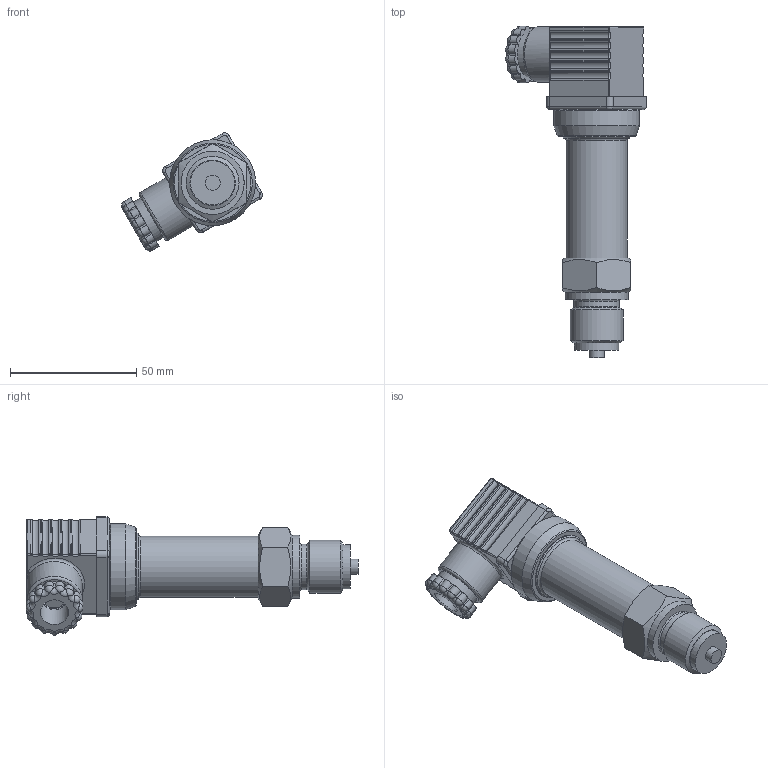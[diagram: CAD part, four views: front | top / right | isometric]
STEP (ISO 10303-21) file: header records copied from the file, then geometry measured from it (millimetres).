
FILE_DESCRIPTION(/* description */ (''),/* implementation_level */ '2;1');
FILE_NAME(/* name */ 'DMU02_32801-32823.stp',/* time_stamp */ '2018-02-07T15:00:56+01:00',/* author */ ('acgl'),/* organization */ (''),/* preprocessor_version */ 'ST-DEVELOPER v15.6',/* originating_system */ 'Autodesk Inventor 2015',/* authorisation */ '');
FILE_SCHEMA (('AUTOMOTIVE_DESIGN { 1 0 10303 214 3 1 1 }'));
Length unit declared in the file: centimetre
Products named in the file (1): DMU02_32801-32823
Bounding box: 55.81 x 131.35 x 46.79 mm (x, y, z)
Volume: 79663.1 mm3; surface area: 15705.3 mm2
Topology: 1 solids, 1 shells, 482 faces, 1192 edges, 714 vertices
Faces by surface type: cylinder 157, plane 94, torus 93, bspline 69, sphere 52, cone 17
Full cylindrical faces by diameter (mm): 5.8 x1, 6 x1, 6.5 x1, 6.6 x1, 7 x1, 11.3 x1, 17.5 x1, 18 x1, 20.95 x1, 21.9 x1, 24.2 x1, 27 x1, 34 x1
Entity records: 16181 total; most frequent: CARTESIAN_POINT 4820, DIRECTION 2341, ORIENTED_EDGE 2258, EDGE_CURVE 1129, AXIS2_PLACEMENT_3D 1028, VERTEX_POINT 696, CIRCLE 614, EDGE_LOOP 529
